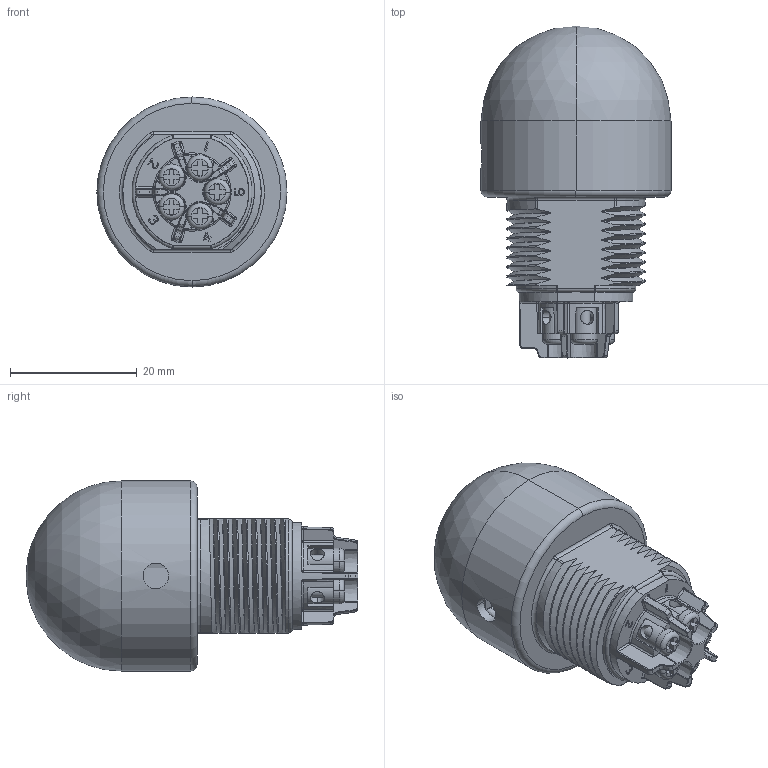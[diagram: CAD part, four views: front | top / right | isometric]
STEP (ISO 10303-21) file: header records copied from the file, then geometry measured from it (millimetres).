
FILE_DESCRIPTION((''),'2;1');
FILE_NAME('199956_ASM','2017-03-22T',('pdmadmin'),('BANNER ENGINEERING'),'CREO PARAMETRIC BY PTC INC, 2016260','CREO PARAMETRIC BY PTC INC, 2016260','');
FILE_SCHEMA(('CONFIG_CONTROL_DESIGN'));
Products named in the file (7): 133592; 133593; 136797_ASM; 199025; 197244; 165820; 199956_ASM
Assembly tree (14 placements, depth 3):
  199956_ASM
    133592
    136797_ASM
      133593
    199025
    197244  x5
    165820  x5
Bounding box: 30 x 52.4 x 30 mm (x, y, z)
Volume: 10348.2 mm3; surface area: 11348.5 mm2
Topology: 13 solids, 28 shells, 983 faces, 2531 edges, 1597 vertices
Faces by surface type: plane 392, cylinder 226, bspline 196, cone 83, torus 71, sphere 15
Entity records: 45946 total; most frequent: CARTESIAN_POINT 28000, ORIENTED_EDGE 4082, DIRECTION 3227, EDGE_CURVE 2045, VERTEX_POINT 1293, AXIS2_PLACEMENT_3D 1175, VECTOR 877, LINE 877
